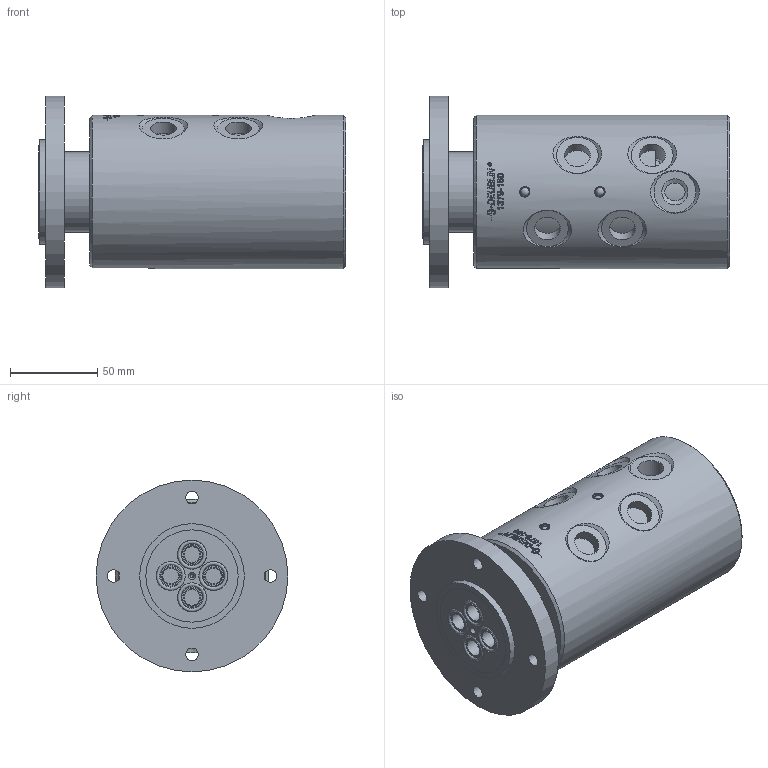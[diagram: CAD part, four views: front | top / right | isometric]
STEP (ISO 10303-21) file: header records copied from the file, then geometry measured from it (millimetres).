
FILE_DESCRIPTION(/* description */ (''),/* implementation_level */ '2;1');
FILE_NAME(/* name */ '1379-160-IC.stp',/* time_stamp */ '2020-05-17T11:05:45-05:00',/* author */ ('Moorera'),/* organization */ ('DEUBLIN'),/* preprocessor_version */ 'ST-DEVELOPER v18.1',/* originating_system */ 'Autodesk Inventor 2020',/* authorisation */ '');
FILE_SCHEMA (('AUTOMOTIVE_DESIGN { 1 0 10303 214 3 1 1 }'));
Length unit declared in the file: millimetre
Products named in the file (1): 1379-160-IC
Bounding box: 176.35 x 110 x 110 mm (x, y, z)
Volume: 990944 mm3; surface area: 88901.5 mm2
Topology: 1 solids, 10 shells, 549 faces, 1439 edges, 950 vertices
Faces by surface type: plane 247, cylinder 128, bspline 106, cone 52, torus 11, sphere 5
Full cylindrical faces by diameter (mm): 2 x4, 2.5 x2, 5 x5, 6 x10, 7.2 x4, 9 x4, 10 x4, 12 x8, 14.95 x5, 16.65 x8, 28.6 x1, 29.9 x1, 30 x1, 41.2 x1, 46 x1, 46.1 x1, 53 x2, 53.7 x1, 54.1 x1, 60 x1, 62 x1, 65 x1, 88 x1, 110 x1
Entity records: 21130 total; most frequent: CARTESIAN_POINT 7399, ORIENTED_EDGE 2874, DIRECTION 2770, EDGE_CURVE 1437, AXIS2_PLACEMENT_3D 1144, VERTEX_POINT 950, EDGE_LOOP 641, FACE_OUTER_BOUND 549
